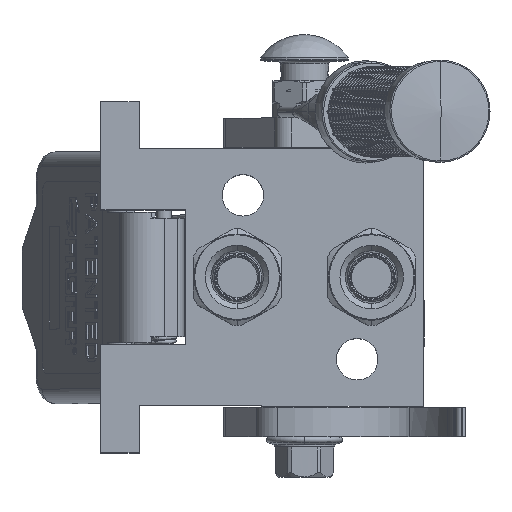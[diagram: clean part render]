
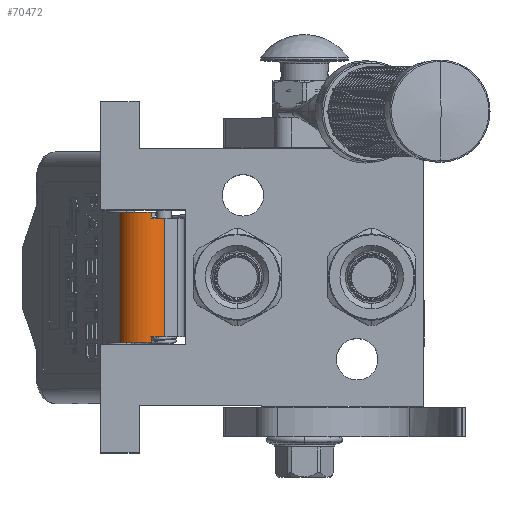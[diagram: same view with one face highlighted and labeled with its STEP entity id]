
A CAD part, top view. The second image highlights one B-rep face of the part: STEP entity #70472.
In plain terms, the highlighted cylindrical face has radius 9.5 mm (diameter 19 mm), a partial arc.
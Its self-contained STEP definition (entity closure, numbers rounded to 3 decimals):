
#63 = ORIENTED_EDGE ( 'NONE', *, *, #171517, .T. ) ;
#6827 = AXIS2_PLACEMENT_3D ( 'NONE', #121945, #43456, #136453 ) ;
#17395 = EDGE_LOOP ( 'NONE', ( #66121, #86031, #88631, #63, #106330, #129850, #106083, #127366 ) ) ;
#18203 = CIRCLE ( 'NONE', #28714, 9.5 ) ;
#19140 = VECTOR ( 'NONE', #127923, 1000. ) ;
#21283 = DIRECTION ( 'NONE',  ( 1., 0., 0. ) ) ;
#24344 = DIRECTION ( 'NONE',  ( 1., 0., 0. ) ) ;
#28714 = AXIS2_PLACEMENT_3D ( 'NONE', #38763, #131786, #129478 ) ;
#30633 = CARTESIAN_POINT ( 'NONE',  ( -20.25, -5.154, -56.269 ) ) ;
#30852 = VERTEX_POINT ( 'NONE', #118085 ) ;
#34757 = EDGE_CURVE ( 'NONE', #70795, #97948, #122731, .T. ) ;
#34996 = CIRCLE ( 'NONE', #43913, 9.5 ) ;
#35054 = DIRECTION ( 'NONE',  ( 1., 0., 0. ) ) ;
#38763 = CARTESIAN_POINT ( 'NONE',  ( 22.25, -1.5, -47.5 ) ) ;
#39517 = VECTOR ( 'NONE', #24344, 1000. ) ;
#39926 = CARTESIAN_POINT ( 'NONE',  ( -20.25, -5.154, -56.269 ) ) ;
#40189 = VECTOR ( 'NONE', #35054, 1000. ) ;
#40221 = VERTEX_POINT ( 'NONE', #118621 ) ;
#41710 = DIRECTION ( 'NONE',  ( 1., 0., 0. ) ) ;
#43456 = DIRECTION ( 'NONE',  ( -1., 0., 0. ) ) ;
#43913 = AXIS2_PLACEMENT_3D ( 'NONE', #53240, #104382, #117785 ) ;
#47057 = EDGE_CURVE ( 'NONE', #168008, #73309, #125405, .T. ) ;
#47257 = CARTESIAN_POINT ( 'NONE',  ( -22.25, 8., -47.5 ) ) ;
#53240 = CARTESIAN_POINT ( 'NONE',  ( -20.25, -1.5, -47.5 ) ) ;
#58366 = VERTEX_POINT ( 'NONE', #30633 ) ;
#63400 = CARTESIAN_POINT ( 'NONE',  ( 20.25, -5.154, -56.269 ) ) ;
#63847 = EDGE_CURVE ( 'NONE', #30852, #40221, #71132, .T. ) ;
#66121 = ORIENTED_EDGE ( 'NONE', *, *, #121653, .F. ) ;
#68578 = AXIS2_PLACEMENT_3D ( 'NONE', #113680, #21283, #114254 ) ;
#68917 = CARTESIAN_POINT ( 'NONE',  ( 22.25, 8., -47.5 ) ) ;
#70472 = ADVANCED_FACE ( 'NONE', ( #110393 ), #129101, .T. ) ;
#70795 = VERTEX_POINT ( 'NONE', #127682 ) ;
#71132 = LINE ( 'NONE', #75023, #19140 ) ;
#73309 = VERTEX_POINT ( 'NONE', #68917 ) ;
#75023 = CARTESIAN_POINT ( 'NONE',  ( -22.25, 0., -56.881 ) ) ;
#78252 = LINE ( 'NONE', #39926, #87334 ) ;
#86031 = ORIENTED_EDGE ( 'NONE', *, *, #168783, .T. ) ;
#87334 = VECTOR ( 'NONE', #132914, 1000. ) ;
#88631 = ORIENTED_EDGE ( 'NONE', *, *, #63847, .F. ) ;
#97948 = VERTEX_POINT ( 'NONE', #109772 ) ;
#100458 = CARTESIAN_POINT ( 'NONE',  ( 20.25, 0., -56.881 ) ) ;
#101630 = CIRCLE ( 'NONE', #68578, 9.5 ) ;
#104382 = DIRECTION ( 'NONE',  ( 1., 0., 0. ) ) ;
#106083 = ORIENTED_EDGE ( 'NONE', *, *, #34757, .F. ) ;
#106330 = ORIENTED_EDGE ( 'NONE', *, *, #47057, .T. ) ;
#108251 = CIRCLE ( 'NONE', #164854, 9.5 ) ;
#109772 = CARTESIAN_POINT ( 'NONE',  ( 22.25, 0., -56.881 ) ) ;
#110393 = FACE_OUTER_BOUND ( 'NONE', #17395, .T. ) ;
#113680 = CARTESIAN_POINT ( 'NONE',  ( -22.25, -1.5, -47.5 ) ) ;
#114254 = DIRECTION ( 'NONE',  ( 0., 0.158, -0.987 ) ) ;
#114756 = EDGE_CURVE ( 'NONE', #154856, #70795, #108251, .T. ) ;
#117785 = DIRECTION ( 'NONE',  ( 0., -0.385, -0.923 ) ) ;
#118085 = CARTESIAN_POINT ( 'NONE',  ( -22.25, 0., -56.881 ) ) ;
#118621 = CARTESIAN_POINT ( 'NONE',  ( -20.25, 0., -56.881 ) ) ;
#121653 = EDGE_CURVE ( 'NONE', #58366, #154856, #78252, .T. ) ;
#121945 = CARTESIAN_POINT ( 'NONE',  ( -22.25, -1.5, -47.5 ) ) ;
#122731 = LINE ( 'NONE', #100458, #39517 ) ;
#125405 = LINE ( 'NONE', #165915, #40189 ) ;
#127366 = ORIENTED_EDGE ( 'NONE', *, *, #114756, .F. ) ;
#127682 = CARTESIAN_POINT ( 'NONE',  ( 20.25, 0., -56.881 ) ) ;
#127923 = DIRECTION ( 'NONE',  ( 1., 0., 0. ) ) ;
#129101 = CYLINDRICAL_SURFACE ( 'NONE', #6827, 9.5 ) ;
#129478 = DIRECTION ( 'NONE',  ( 0., 0.158, -0.987 ) ) ;
#129850 = ORIENTED_EDGE ( 'NONE', *, *, #152673, .F. ) ;
#131786 = DIRECTION ( 'NONE',  ( 1., 0., 0. ) ) ;
#132914 = DIRECTION ( 'NONE',  ( 1., 0., 0. ) ) ;
#134683 = CARTESIAN_POINT ( 'NONE',  ( 20.25, -1.5, -47.5 ) ) ;
#136453 = DIRECTION ( 'NONE',  ( 0., -1., 0. ) ) ;
#149156 = DIRECTION ( 'NONE',  ( 0., -0.385, -0.923 ) ) ;
#152673 = EDGE_CURVE ( 'NONE', #97948, #73309, #18203, .T. ) ;
#154856 = VERTEX_POINT ( 'NONE', #63400 ) ;
#164854 = AXIS2_PLACEMENT_3D ( 'NONE', #134683, #41710, #149156 ) ;
#165915 = CARTESIAN_POINT ( 'NONE',  ( -22.25, 8., -47.5 ) ) ;
#168008 = VERTEX_POINT ( 'NONE', #47257 ) ;
#168783 = EDGE_CURVE ( 'NONE', #58366, #40221, #34996, .T. ) ;
#171517 = EDGE_CURVE ( 'NONE', #30852, #168008, #101630, .T. ) ;
